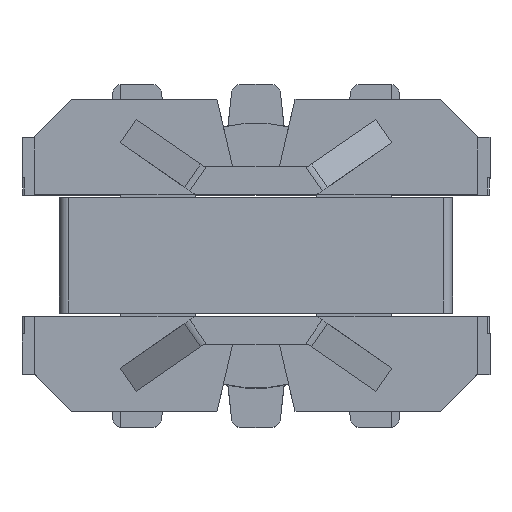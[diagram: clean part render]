
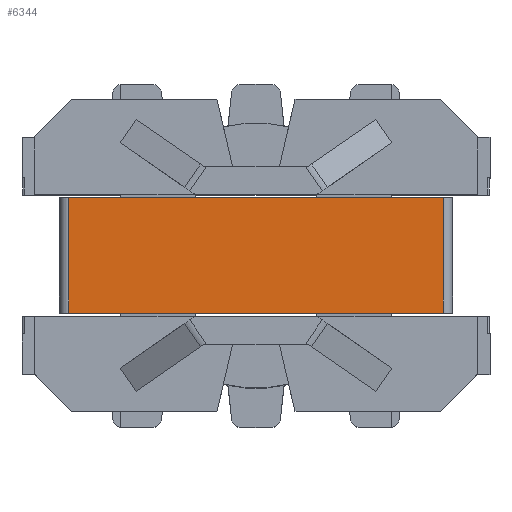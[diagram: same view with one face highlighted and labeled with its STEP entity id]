
A CAD part, top view. The second image highlights one B-rep face of the part: STEP entity #6344.
In plain terms, the highlighted planar face has unit normal (0, 0, 1).
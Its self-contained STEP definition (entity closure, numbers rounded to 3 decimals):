
#6074 = VERTEX_POINT('',#6075);
#6075 = CARTESIAN_POINT('',(-6.,-1.85,16.8));
#6082 = EDGE_CURVE('',#6074,#6083,#6085,.T.);
#6083 = VERTEX_POINT('',#6084);
#6084 = CARTESIAN_POINT('',(-6.,1.85,16.8));
#6085 = LINE('',#6086,#6087);
#6086 = CARTESIAN_POINT('',(-6.,-1.85,16.8));
#6087 = VECTOR('',#6088,1.);
#6088 = DIRECTION('',(0.,1.,0.));
#6135 = EDGE_CURVE('',#6074,#6136,#6138,.T.);
#6136 = VERTEX_POINT('',#6137);
#6137 = CARTESIAN_POINT('',(6.,-1.85,16.8));
#6138 = LINE('',#6139,#6140);
#6139 = CARTESIAN_POINT('',(-6.3,-1.85,16.8));
#6140 = VECTOR('',#6141,1.);
#6141 = DIRECTION('',(1.,0.,0.));
#6235 = EDGE_CURVE('',#6083,#6236,#6238,.T.);
#6236 = VERTEX_POINT('',#6237);
#6237 = CARTESIAN_POINT('',(6.,1.85,16.8));
#6238 = LINE('',#6239,#6240);
#6239 = CARTESIAN_POINT('',(-6.3,1.85,16.8));
#6240 = VECTOR('',#6241,1.);
#6241 = DIRECTION('',(1.,0.,0.));
#6344 = ADVANCED_FACE('',(#6345),#6356,.T.);
#6345 = FACE_BOUND('',#6346,.T.);
#6346 = EDGE_LOOP('',(#6347,#6348,#6349,#6350));
#6347 = ORIENTED_EDGE('',*,*,#6235,.F.);
#6348 = ORIENTED_EDGE('',*,*,#6082,.F.);
#6349 = ORIENTED_EDGE('',*,*,#6135,.T.);
#6350 = ORIENTED_EDGE('',*,*,#6351,.T.);
#6351 = EDGE_CURVE('',#6136,#6236,#6352,.T.);
#6352 = LINE('',#6353,#6354);
#6353 = CARTESIAN_POINT('',(6.,-1.85,16.8));
#6354 = VECTOR('',#6355,1.);
#6355 = DIRECTION('',(0.,1.,0.));
#6356 = PLANE('',#6357);
#6357 = AXIS2_PLACEMENT_3D('',#6358,#6359,#6360);
#6358 = CARTESIAN_POINT('',(-6.3,-1.85,16.8));
#6359 = DIRECTION('',(0.,0.,1.));
#6360 = DIRECTION('',(0.,-1.,0.));
